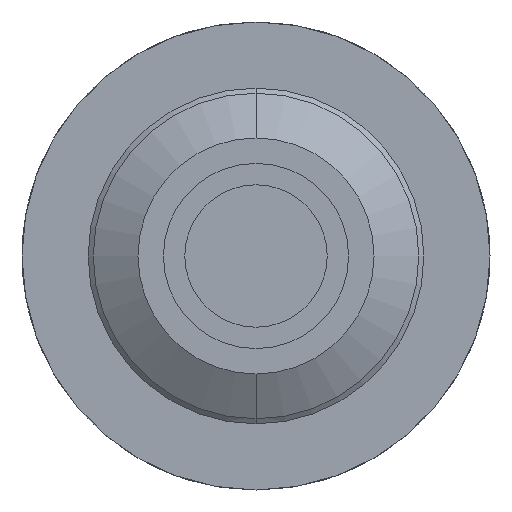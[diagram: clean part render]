
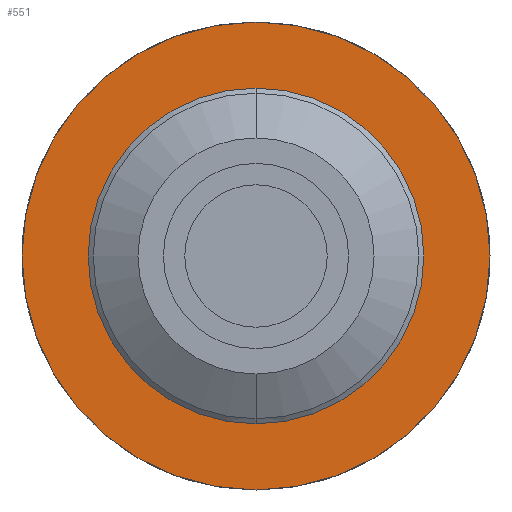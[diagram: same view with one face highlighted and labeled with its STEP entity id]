
A CAD part, front view. The second image highlights one B-rep face of the part: STEP entity #551.
In plain terms, the highlighted planar face has unit normal (0, -1, 0).
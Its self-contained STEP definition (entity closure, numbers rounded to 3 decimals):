
#10 = VERTEX_POINT ( 'NONE', #2714 ) ;
#246 = AXIS2_PLACEMENT_3D ( 'NONE', #1218, #4156, #3527 ) ;
#392 = CARTESIAN_POINT ( 'NONE',  ( 0., -2., 1.15 ) ) ;
#551 = ADVANCED_FACE ( 'Defeature ausgef�hrt2_6', ( #723, #1074 ), #4109, .F. ) ;
#556 = EDGE_CURVE ( 'Defeature ausgef�hrt2_5+Defeature ausgef�hrt2_6+Defeature ausgef�hrt2_6+Defeature ausgef�hrt2_6', #1801, #1790, #866, .T. ) ;
#723 = FACE_OUTER_BOUND ( 'NONE', #3718, .T. ) ;
#790 = AXIS2_PLACEMENT_3D ( 'NONE', #3882, #1256, #1556 ) ;
#866 = CIRCLE ( 'NONE', #246, 1.15 ) ;
#886 = CARTESIAN_POINT ( 'NONE',  ( 0., -2., 0.825 ) ) ;
#939 = EDGE_CURVE ( 'Defeature ausgef�hrt2_6+Defeature ausgef�hrt2_4+Defeature ausgef�hrt2_4+Defeature ausgef�hrt2_4', #3661, #10, #1118, .T. ) ;
#996 = CARTESIAN_POINT ( 'NONE',  ( 0., -2., -1.15 ) ) ;
#1074 = FACE_BOUND ( 'NONE', #3726, .T. ) ;
#1076 = ORIENTED_EDGE ( 'NONE', *, *, #939, .T. ) ;
#1091 = CARTESIAN_POINT ( 'NONE',  ( 0., -2., 0. ) ) ;
#1118 = CIRCLE ( 'NONE', #1918, 0.825 ) ;
#1152 = CARTESIAN_POINT ( 'NONE',  ( 0., -2., 0. ) ) ;
#1167 = ORIENTED_EDGE ( 'NONE', *, *, #3687, .F. ) ;
#1218 = CARTESIAN_POINT ( 'NONE',  ( 0., -2., 0. ) ) ;
#1256 = DIRECTION ( 'NONE',  ( 0., 1., 0. ) ) ;
#1489 = DIRECTION ( 'NONE',  ( 0., 0., 1. ) ) ;
#1556 = DIRECTION ( 'NONE',  ( 0., 0., 1. ) ) ;
#1790 = VERTEX_POINT ( 'NONE', #392 ) ;
#1801 = VERTEX_POINT ( 'NONE', #996 ) ;
#1918 = AXIS2_PLACEMENT_3D ( 'NONE', #1091, #2090, #4130 ) ;
#1981 = EDGE_CURVE ( 'Defeature ausgef�hrt2_6+Defeature ausgef�hrt2_4+Defeature ausgef�hrt2_4+Defeature ausgef�hrt2_4', #10, #3661, #2935, .T. ) ;
#2090 = DIRECTION ( 'NONE',  ( 0., 1., 0. ) ) ;
#2714 = CARTESIAN_POINT ( 'NONE',  ( 0., -2., -0.825 ) ) ;
#2754 = CIRCLE ( 'NONE', #790, 1.15 ) ;
#2768 = DIRECTION ( 'NONE',  ( 0., 0., 1. ) ) ;
#2935 = CIRCLE ( 'NONE', #3276, 0.825 ) ;
#3068 = DIRECTION ( 'NONE',  ( 0., 1., 0. ) ) ;
#3104 = AXIS2_PLACEMENT_3D ( 'NONE', #3410, #3068, #2768 ) ;
#3276 = AXIS2_PLACEMENT_3D ( 'NONE', #1152, #4135, #1489 ) ;
#3410 = CARTESIAN_POINT ( 'NONE',  ( 1.15, -2., 0. ) ) ;
#3527 = DIRECTION ( 'NONE',  ( 0., 0., 1. ) ) ;
#3661 = VERTEX_POINT ( 'NONE', #886 ) ;
#3673 = ORIENTED_EDGE ( 'NONE', *, *, #1981, .T. ) ;
#3687 = EDGE_CURVE ( 'Defeature ausgef�hrt2_5+Defeature ausgef�hrt2_6+Defeature ausgef�hrt2_6+Defeature ausgef�hrt2_6', #1790, #1801, #2754, .T. ) ;
#3718 = EDGE_LOOP ( 'NONE', ( #1167, #4067 ) ) ;
#3726 = EDGE_LOOP ( 'NONE', ( #1076, #3673 ) ) ;
#3882 = CARTESIAN_POINT ( 'NONE',  ( 0., -2., 0. ) ) ;
#4067 = ORIENTED_EDGE ( 'NONE', *, *, #556, .F. ) ;
#4109 = PLANE ( 'NONE',  #3104 ) ;
#4130 = DIRECTION ( 'NONE',  ( 0., 0., 1. ) ) ;
#4135 = DIRECTION ( 'NONE',  ( 0., 1., 0. ) ) ;
#4156 = DIRECTION ( 'NONE',  ( 0., 1., 0. ) ) ;
